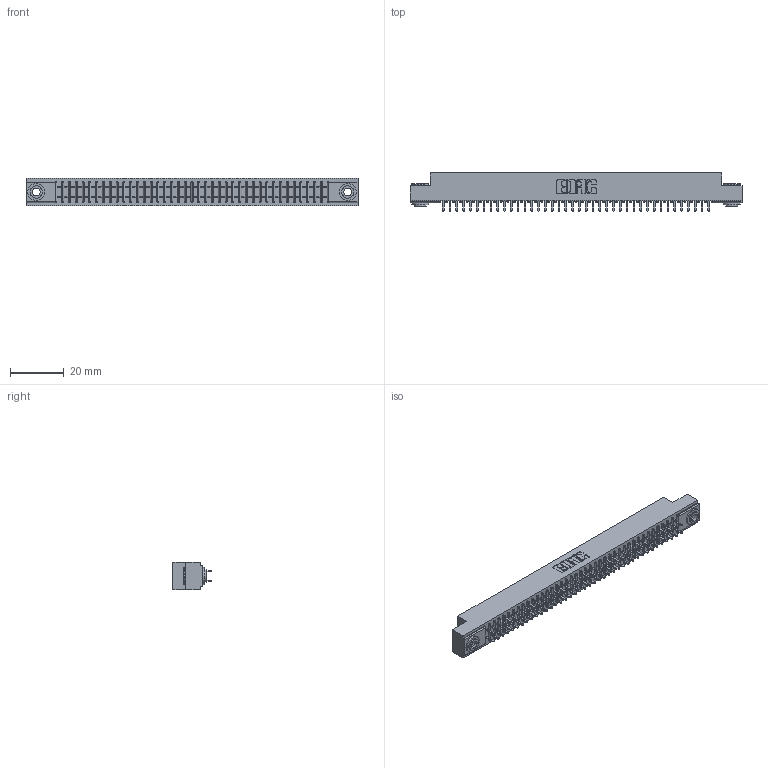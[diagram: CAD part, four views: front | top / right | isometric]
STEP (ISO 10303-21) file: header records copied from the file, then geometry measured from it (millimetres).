
FILE_DESCRIPTION (( 'STEP AP203' ), '1' );
FILE_NAME ('341-080-520-203.STEP', '2018-08-07T21:35:52', ( '' ), ( '' ), 'SwSTEP 2.0', 'SolidWorks 2016', '' );
FILE_SCHEMA (( 'CONFIG_CONTROL_DESIGN' ));
Length unit declared in the file: inch
Products named in the file (4): 345-250-002_345-250-002-102; 341-080-520-203; 341 Part_.156 (3.96) Dia Mounting Holes; 341-292-001_341-292-120
Assembly tree (83 placements, depth 2):
  341-080-520-203
    341 Part_.156 (3.96) Dia Mounting Holes
    341-292-001_341-292-120  x80
    345-250-002_345-250-002-102  x2
Bounding box: 123.83 x 14.27 x 10.16 mm (x, y, z)
Volume: 9146.5 mm3; surface area: 16342.2 mm2
Topology: 83 solids, 83 shells, 5448 faces, 15748 edges, 10198 vertices
Faces by surface type: plane 3292, cylinder 1988, sphere 82, torus 78, cone 8
Entity records: 49740 total; most frequent: CARTESIAN_POINT 8249, ORIENTED_EDGE 8188, DIRECTION 8022, EDGE_CURVE 4094, LINE 3296, VECTOR 3296, VERTEX_POINT 2590, AXIS2_PLACEMENT_3D 2363
